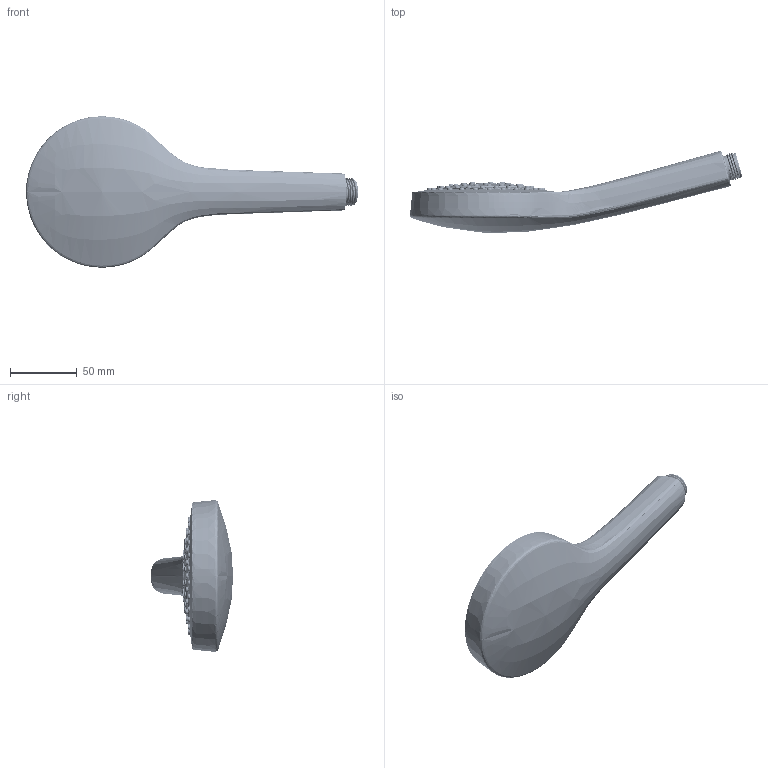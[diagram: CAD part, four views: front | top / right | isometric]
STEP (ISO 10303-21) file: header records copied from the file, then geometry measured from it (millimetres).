
FILE_DESCRIPTION((''),'2;1');
FILE_NAME('P83402_ASM','2022-08-23T11:31:22',('xiaohong_yang'),(''),'CREO PARAMETRIC BY PTC INC, 2021023','CREO PARAMETRIC BY PTC INC, 2021023','');
FILE_SCHEMA(('CONFIG_CONTROL_DESIGN'));
Products named in the file (9): P83402-001; P83402-002; P83402-003; P83402-011; P83402-009; P83402-004; P83402-005; P83402-005_ASM; P83402_ASM
Assembly tree (8 placements, depth 3):
  P83402_ASM
    P83402-001
    P83402-002
    P83402-003
    P83402-011
    P83402-009
    P83402-005_ASM
      P83402-004
      P83402-005
Bounding box: 249.04 x 61.63 x 113.73 mm (x, y, z)
Volume: 159563.3 mm3; surface area: 139893.2 mm2
Topology: 7 solids, 7 shells, 4240 faces, 10678 edges, 6612 vertices
Faces by surface type: bspline 1455, cone 995, plane 918, cylinder 306, torus 287, sphere 178, extrusion 93, revolution 8
Entity records: 316586 total; most frequent: CARTESIAN_POINT 227268, ORIENTED_EDGE 21332, DIRECTION 14297, EDGE_CURVE 10666, VERTEX_POINT 6611, AXIS2_PLACEMENT_3D 5811, B_SPLINE_CURVE_WITH_KNOTS 5085, EDGE_LOOP 4877
